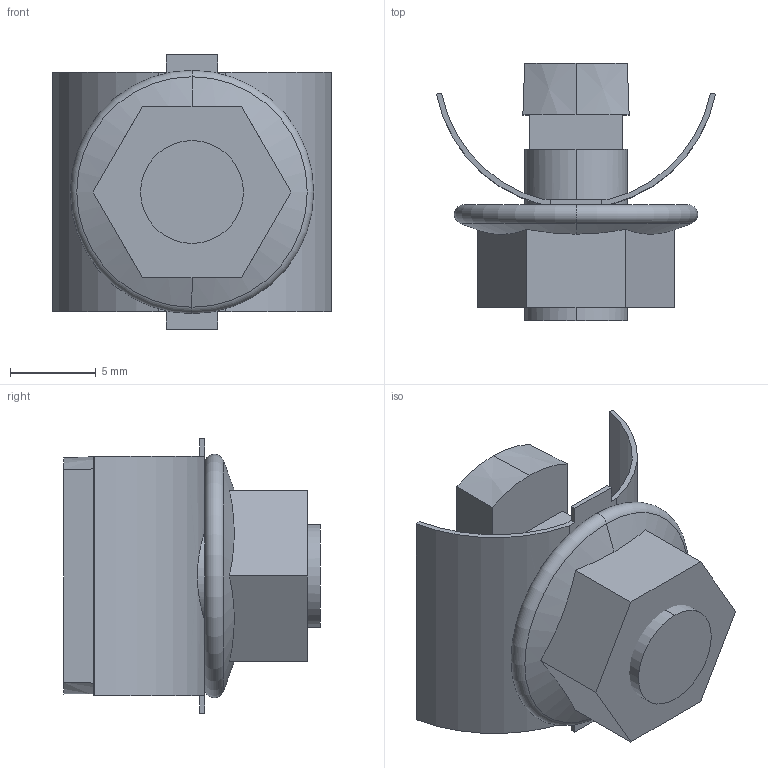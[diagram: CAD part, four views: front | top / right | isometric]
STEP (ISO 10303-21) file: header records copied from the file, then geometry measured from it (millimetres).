
FILE_DESCRIPTION (( 'STEP AP214' ), '1' );
FILE_NAME ('6424548.STP', '2016-05-24T12:37:37', ( '' ), ( '' ), 'SwSTEP 2.0', 'SolidWorks 2014', '' );
FILE_SCHEMA (( 'AUTOMOTIVE_DESIGN' ));
Length unit declared in the file: millimetre
Products named in the file (4): 001184_Standard; 001183_Standard; 009561_Hexagon Flange Nut DIN 6923 - M6 - C; 6424548
Assembly tree (3 placements, depth 2):
  6424548
    001183_Standard
    001184_Standard
    009561_Hexagon Flange Nut DIN 6923 - M6 - C
Bounding box: 16.28 x 15 x 16 mm (x, y, z)
Volume: 1171 mm3; surface area: 1668.9 mm2
Topology: 3 solids, 3 shells, 54 faces, 141 edges, 92 vertices
Faces by surface type: plane 37, cylinder 10, cone 5, torus 2
Entity records: 1899 total; most frequent: CARTESIAN_POINT 405, DIRECTION 285, ORIENTED_EDGE 282, EDGE_CURVE 141, AXIS2_PLACEMENT_3D 100, VERTEX_POINT 92, VECTOR 85, LINE 85
